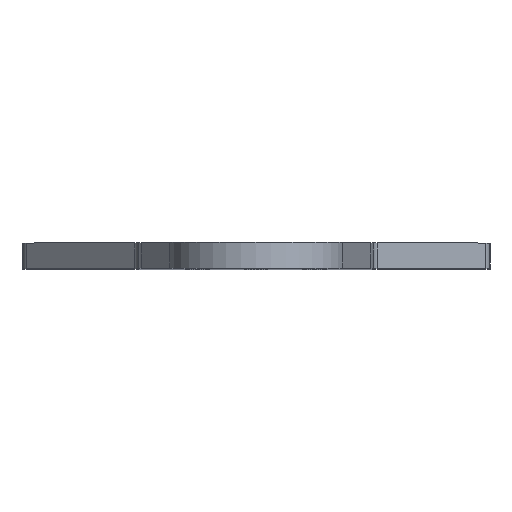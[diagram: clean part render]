
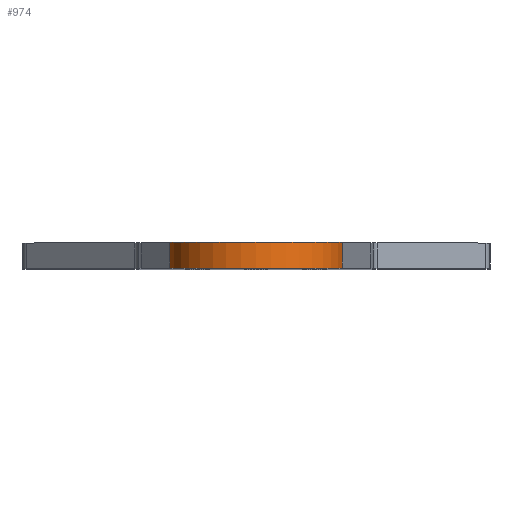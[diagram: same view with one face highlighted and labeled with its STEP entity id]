
A CAD part, top view. The second image highlights one B-rep face of the part: STEP entity #974.
In plain terms, the highlighted cylindrical face has radius 19.05 mm (diameter 38.1 mm), a partial arc.
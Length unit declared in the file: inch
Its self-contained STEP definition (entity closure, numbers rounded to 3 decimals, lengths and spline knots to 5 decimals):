
#26 = CARTESIAN_POINT ( 'NONE',  ( -0.736, 0.22, 3.94423 ) ) ;
#53 = ORIENTED_EDGE ( 'NONE', *, *, #2107, .T. ) ;
#56 = VECTOR ( 'NONE', #568, 39.37008 ) ;
#102 = CARTESIAN_POINT ( 'NONE',  ( 0., 0., 3.8 ) ) ;
#118 = CARTESIAN_POINT ( 'NONE',  ( 0.736, 0., 3.94423 ) ) ;
#150 = CARTESIAN_POINT ( 'NONE',  ( 0., 0.22, 3.8 ) ) ;
#174 = AXIS2_PLACEMENT_3D ( 'NONE', #102, #647, #2334 ) ;
#223 = VERTEX_POINT ( 'NONE', #118 ) ;
#305 = FACE_OUTER_BOUND ( 'NONE', #2038, .T. ) ;
#334 = VERTEX_POINT ( 'NONE', #1867 ) ;
#360 = ORIENTED_EDGE ( 'NONE', *, *, #2380, .F. ) ;
#368 = CARTESIAN_POINT ( 'NONE',  ( 0.736, 0.22, 3.94423 ) ) ;
#471 = DIRECTION ( 'NONE',  ( 0., 0., -1. ) ) ;
#496 = CARTESIAN_POINT ( 'NONE',  ( 0., 0.22, 3.8 ) ) ;
#568 = DIRECTION ( 'NONE',  ( 0., -1., 0. ) ) ;
#647 = DIRECTION ( 'NONE',  ( 0., -1., 0. ) ) ;
#745 = AXIS2_PLACEMENT_3D ( 'NONE', #496, #1994, #471 ) ;
#974 = ADVANCED_FACE ( 'NONE', ( #305 ), #1059, .T. ) ;
#1011 = VERTEX_POINT ( 'NONE', #26 ) ;
#1021 = VERTEX_POINT ( 'NONE', #2062 ) ;
#1027 = AXIS2_PLACEMENT_3D ( 'NONE', #150, #1443, #2187 ) ;
#1059 = CYLINDRICAL_SURFACE ( 'NONE', #1027, 0.75 ) ;
#1102 = DIRECTION ( 'NONE',  ( 0., -1., 0. ) ) ;
#1114 = CIRCLE ( 'NONE', #174, 0.75 ) ;
#1149 = VECTOR ( 'NONE', #1102, 39.37008 ) ;
#1288 = ORIENTED_EDGE ( 'NONE', *, *, #1603, .F. ) ;
#1443 = DIRECTION ( 'NONE',  ( 0., -1., 0. ) ) ;
#1454 = EDGE_CURVE ( 'NONE', #334, #1011, #1863, .T. ) ;
#1603 = EDGE_CURVE ( 'NONE', #334, #223, #2246, .T. ) ;
#1863 = CIRCLE ( 'NONE', #745, 0.75 ) ;
#1867 = CARTESIAN_POINT ( 'NONE',  ( 0.736, 0.22, 3.94423 ) ) ;
#1994 = DIRECTION ( 'NONE',  ( 0., -1., 0. ) ) ;
#2038 = EDGE_LOOP ( 'NONE', ( #360, #1288, #2239, #53 ) ) ;
#2062 = CARTESIAN_POINT ( 'NONE',  ( -0.736, 0., 3.94423 ) ) ;
#2107 = EDGE_CURVE ( 'NONE', #1011, #1021, #2386, .T. ) ;
#2187 = DIRECTION ( 'NONE',  ( 0., 0., -1. ) ) ;
#2219 = CARTESIAN_POINT ( 'NONE',  ( -0.736, 0.22, 3.94423 ) ) ;
#2239 = ORIENTED_EDGE ( 'NONE', *, *, #1454, .T. ) ;
#2246 = LINE ( 'NONE', #368, #56 ) ;
#2334 = DIRECTION ( 'NONE',  ( 0., 0., -1. ) ) ;
#2380 = EDGE_CURVE ( 'NONE', #223, #1021, #1114, .T. ) ;
#2386 = LINE ( 'NONE', #2219, #1149 ) ;
